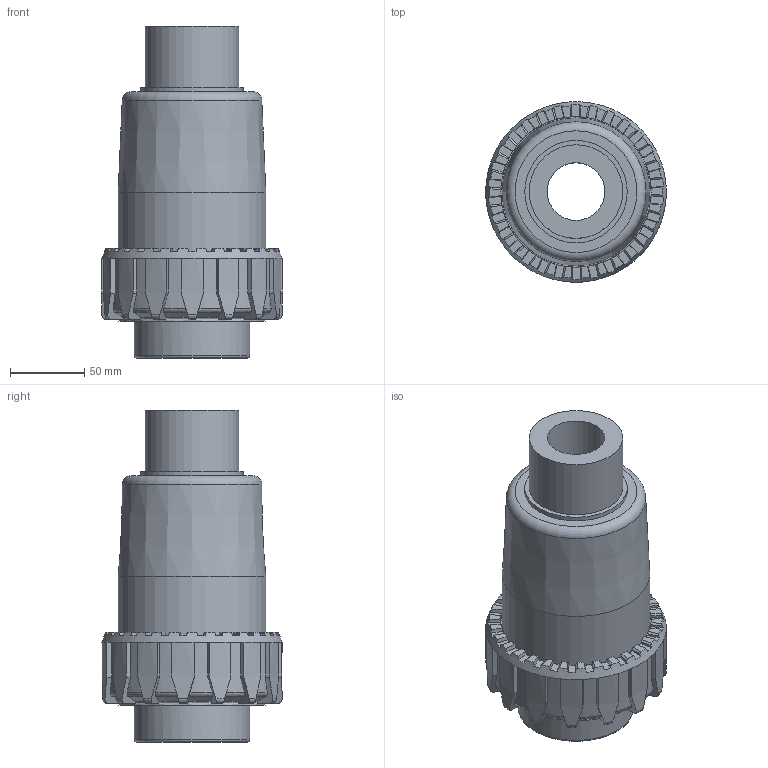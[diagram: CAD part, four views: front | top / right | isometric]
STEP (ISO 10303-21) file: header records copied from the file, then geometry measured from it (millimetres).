
FILE_DESCRIPTION(/* description */ (''),/* implementation_level */ '2;1');
FILE_NAME(/* name */ 'SRIM063E.iam.stp',/* time_stamp */ '2016-02-16T17:01:06+01:00',/* author */ ('bfaro'),/* organization */ (''),/* preprocessor_version */ 'ST-DEVELOPER v16.1',/* originating_system */ 'Autodesk Inventor 2016',/* authorisation */ '');
FILE_SCHEMA (('AUTOMOTIVE_DESIGN { 1 0 10303 214 3 1 1 }'));
Length unit declared in the file: millimetre
Products named in the file (4): cassa VA-VZ 63; ENDIV063; NTVKD063V; SRIM063E
Assembly tree (3 placements, depth 2):
  SRIM063E
    cassa VA-VZ 63
    ENDIV063
    NTVKD063V
Bounding box: 121.5 x 121.49 x 223.5 mm (x, y, z)
Volume: 756754.6 mm3; surface area: 175348.7 mm2
Topology: 3 solids, 3 shells, 393 faces, 1099 edges, 718 vertices
Faces by surface type: plane 292, cylinder 51, torus 33, cone 17
Full cylindrical faces by diameter (mm): 38.8 x1, 50 x1, 63 x2, 69 x1, 78 x2, 81.3 x1, 90.1 x1, 98.3 x1, 99.3 x1, 99.438 x1, 101.3 x1
Entity records: 14089 total; most frequent: CARTESIAN_POINT 3798, DIRECTION 2260, ORIENTED_EDGE 2156, EDGE_CURVE 1078, AXIS2_PLACEMENT_3D 902, VERTEX_POINT 715, LINE 456, VECTOR 456
